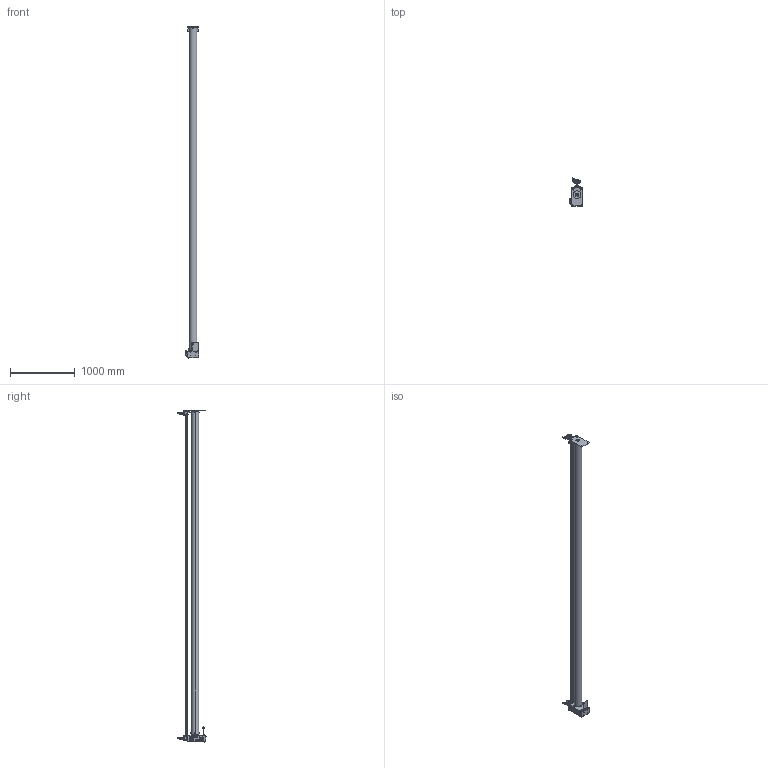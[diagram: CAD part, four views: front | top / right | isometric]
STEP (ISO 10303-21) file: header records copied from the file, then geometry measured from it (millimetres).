
FILE_DESCRIPTION (( 'STEP AP214' ), '1' );
FILE_NAME ('239.001.001_Main_Assembly_5m.step', '2022-08-11T08:15:24', ( '' ), ( '' ), 'SwSTEP 2.0', 'SolidWorks 2022', '' );
FILE_SCHEMA (( 'AUTOMOTIVE_DESIGN' ));
Length unit declared in the file: millimetre
Products named in the file (1): 239.001.001_Main_Assembly_5m
Bounding box: 204.8 x 439.6 x 5147.4 mm (x, y, z)
Surface area: 3919395 mm2 (no closed solid volume)
Topology: 0 solids, 188 shells, 731 faces, 3407 edges, 2720 vertices
Faces by surface type: plane 327, cylinder 234, bspline 102, torus 41, cone 23, sphere 4
Entity records: 49049 total; most frequent: CARTESIAN_POINT 14266, DIRECTION 5539, ORIENTED_EDGE 4494, EDGE_CURVE 3395, VERTEX_POINT 2720, AXIS2_PLACEMENT_3D 1967, VECTOR 1605, LINE 1605
